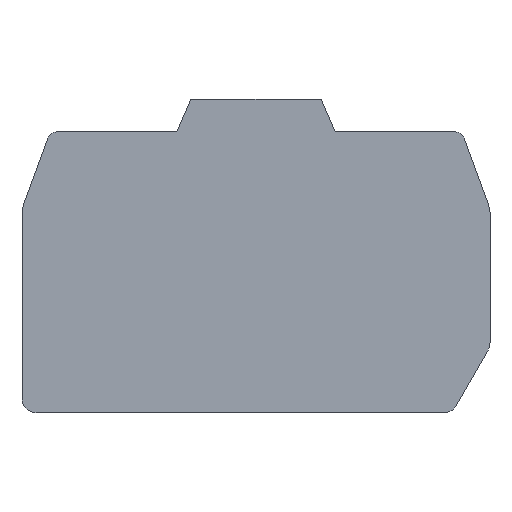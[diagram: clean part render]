
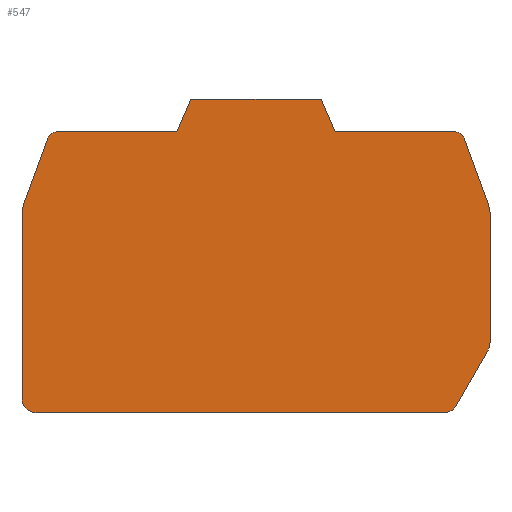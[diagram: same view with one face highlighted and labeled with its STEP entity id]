
A CAD part, top view. The second image highlights one B-rep face of the part: STEP entity #547.
In plain terms, the highlighted planar face has unit normal (0, 0, 1).
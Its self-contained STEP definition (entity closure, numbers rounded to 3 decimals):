
#40=DIRECTION('',(0.391,-0.921,0.));
#41=VECTOR('',#40,3.802);
#42=CARTESIAN_POINT('',(6.964,33.5,1.5));
#43=LINE('',#42,#41);
#47=CARTESIAN_POINT('',(21.3,29.,1.5));
#48=DIRECTION('',(0.,0.,-1.));
#49=DIRECTION('',(0.,1.,0.));
#50=AXIS2_PLACEMENT_3D('',#47,#48,#49);
#55=DIRECTION('',(0.342,-0.94,0.));
#56=VECTOR('',#55,7.719);
#57=CARTESIAN_POINT('',(22.239,29.342,1.5));
#58=LINE('',#57,#56);
#62=CARTESIAN_POINT('',(23.,21.405,1.5));
#63=DIRECTION('',(0.,0.,-1.));
#64=DIRECTION('',(0.94,0.342,0.));
#65=AXIS2_PLACEMENT_3D('',#62,#63,#64);
#70=CARTESIAN_POINT('',(23.,7.536,1.5));
#71=DIRECTION('',(0.,0.,-1.));
#72=DIRECTION('',(1.,0.,0.));
#73=AXIS2_PLACEMENT_3D('',#70,#71,#72);
#78=DIRECTION('',(-0.5,-0.866,0.));
#79=VECTOR('',#78,6.681);
#80=CARTESIAN_POINT('',(24.732,6.536,1.5));
#81=LINE('',#80,#79);
#85=CARTESIAN_POINT('',(20.093,1.5,1.5));
#86=DIRECTION('',(0.,0.,-1.));
#87=DIRECTION('',(0.866,-0.5,0.));
#88=AXIS2_PLACEMENT_3D('',#85,#86,#87);
#93=CARTESIAN_POINT('',(-23.5,1.5,1.5));
#94=DIRECTION('',(0.,0.,-1.));
#95=DIRECTION('',(0.,-1.,0.));
#96=AXIS2_PLACEMENT_3D('',#93,#94,#95);
#101=CARTESIAN_POINT('',(-23.,21.405,1.5));
#102=DIRECTION('',(0.,0.,-1.));
#103=DIRECTION('',(-1.,0.,0.));
#104=AXIS2_PLACEMENT_3D('',#101,#102,#103);
#109=DIRECTION('',(0.342,0.94,0.));
#110=VECTOR('',#109,7.719);
#111=CARTESIAN_POINT('',(-24.879,22.089,1.5));
#112=LINE('',#111,#110);
#116=CARTESIAN_POINT('',(-21.3,29.,1.5));
#117=DIRECTION('',(0.,0.,-1.));
#118=DIRECTION('',(-0.94,0.342,0.));
#119=AXIS2_PLACEMENT_3D('',#116,#117,#118);
#124=DIRECTION('',(0.391,0.921,0.));
#125=VECTOR('',#124,3.802);
#126=CARTESIAN_POINT('',(-8.45,30.,1.5));
#127=LINE('',#126,#125);
#145=DIRECTION('',(-1.,0.,0.));
#146=VECTOR('',#145,13.929);
#147=CARTESIAN_POINT('',(6.964,33.5,1.5));
#148=LINE('',#147,#146);
#292=DIRECTION('',(-1.,0.,0.));
#293=VECTOR('',#292,12.85);
#294=CARTESIAN_POINT('',(-8.45,30.,1.5));
#295=LINE('',#294,#293);
#327=DIRECTION('',(0.,-1.,0.));
#328=VECTOR('',#327,19.905);
#329=CARTESIAN_POINT('',(-25.,21.405,1.5));
#330=LINE('',#329,#328);
#348=DIRECTION('',(1.,0.,0.));
#349=VECTOR('',#348,43.593);
#350=CARTESIAN_POINT('',(-23.5,0.,1.5));
#351=LINE('',#350,#349);
#383=DIRECTION('',(0.,1.,0.));
#384=VECTOR('',#383,13.869);
#385=CARTESIAN_POINT('',(25.,7.536,1.5));
#386=LINE('',#385,#384);
#418=DIRECTION('',(-1.,0.,0.));
#419=VECTOR('',#418,12.85);
#420=CARTESIAN_POINT('',(21.3,30.,1.5));
#421=LINE('',#420,#419);
#432=CARTESIAN_POINT('',(6.964,33.5,1.5));
#433=CARTESIAN_POINT('',(8.45,30.,1.5));
#434=VERTEX_POINT('',#432);
#435=VERTEX_POINT('',#433);
#436=CARTESIAN_POINT('',(21.3,30.,1.5));
#437=VERTEX_POINT('',#436);
#438=CARTESIAN_POINT('',(22.239,29.342,1.5));
#439=VERTEX_POINT('',#438);
#440=CARTESIAN_POINT('',(24.879,22.089,1.5));
#441=VERTEX_POINT('',#440);
#442=CARTESIAN_POINT('',(25.,21.405,1.5));
#443=VERTEX_POINT('',#442);
#444=CARTESIAN_POINT('',(25.,7.536,1.5));
#445=VERTEX_POINT('',#444);
#446=CARTESIAN_POINT('',(24.732,6.536,1.5));
#447=VERTEX_POINT('',#446);
#448=CARTESIAN_POINT('',(21.392,0.75,1.5));
#449=VERTEX_POINT('',#448);
#450=CARTESIAN_POINT('',(20.093,0.,1.5));
#451=VERTEX_POINT('',#450);
#452=CARTESIAN_POINT('',(-23.5,0.,1.5));
#453=VERTEX_POINT('',#452);
#454=CARTESIAN_POINT('',(-25.,1.5,1.5));
#455=VERTEX_POINT('',#454);
#456=CARTESIAN_POINT('',(-25.,21.405,1.5));
#457=VERTEX_POINT('',#456);
#458=CARTESIAN_POINT('',(-24.879,22.089,1.5));
#459=VERTEX_POINT('',#458);
#460=CARTESIAN_POINT('',(-22.239,29.342,1.5));
#461=VERTEX_POINT('',#460);
#462=CARTESIAN_POINT('',(-21.3,30.,1.5));
#463=VERTEX_POINT('',#462);
#464=CARTESIAN_POINT('',(-8.45,30.,1.5));
#465=VERTEX_POINT('',#464);
#466=CARTESIAN_POINT('',(-6.964,33.5,1.5));
#467=VERTEX_POINT('',#466);
#504=CARTESIAN_POINT('',(-3.087,23.44,1.5));
#505=DIRECTION('',(0.,0.,1.));
#506=DIRECTION('',(1.,0.,0.));
#507=AXIS2_PLACEMENT_3D('',#504,#505,#506);
#508=PLANE('',#507);
#510=ORIENTED_EDGE('',*,*,#509,.T.);
#512=ORIENTED_EDGE('',*,*,#511,.F.);
#514=ORIENTED_EDGE('',*,*,#513,.T.);
#516=ORIENTED_EDGE('',*,*,#515,.T.);
#518=ORIENTED_EDGE('',*,*,#517,.T.);
#520=ORIENTED_EDGE('',*,*,#519,.F.);
#522=ORIENTED_EDGE('',*,*,#521,.T.);
#524=ORIENTED_EDGE('',*,*,#523,.T.);
#526=ORIENTED_EDGE('',*,*,#525,.T.);
#528=ORIENTED_EDGE('',*,*,#527,.F.);
#530=ORIENTED_EDGE('',*,*,#529,.T.);
#532=ORIENTED_EDGE('',*,*,#531,.F.);
#534=ORIENTED_EDGE('',*,*,#533,.T.);
#536=ORIENTED_EDGE('',*,*,#535,.T.);
#538=ORIENTED_EDGE('',*,*,#537,.T.);
#540=ORIENTED_EDGE('',*,*,#539,.F.);
#542=ORIENTED_EDGE('',*,*,#541,.T.);
#544=ORIENTED_EDGE('',*,*,#543,.F.);
#545=EDGE_LOOP('',(#510,#512,#514,#516,#518,#520,#522,#524,#526,#528,#530,#532,
#534,#536,#538,#540,#542,#544));
#546=FACE_OUTER_BOUND('',#545,.F.);
#51=CIRCLE('',#50,1.);
#66=CIRCLE('',#65,2.);
#74=CIRCLE('',#73,2.);
#89=CIRCLE('',#88,1.5);
#97=CIRCLE('',#96,1.5);
#105=CIRCLE('',#104,2.);
#120=CIRCLE('',#119,1.);
#509=EDGE_CURVE('',#434,#435,#43,.T.);
#511=EDGE_CURVE('',#437,#435,#421,.T.);
#513=EDGE_CURVE('',#437,#439,#51,.T.);
#515=EDGE_CURVE('',#439,#441,#58,.T.);
#517=EDGE_CURVE('',#441,#443,#66,.T.);
#519=EDGE_CURVE('',#445,#443,#386,.T.);
#521=EDGE_CURVE('',#445,#447,#74,.T.);
#523=EDGE_CURVE('',#447,#449,#81,.T.);
#525=EDGE_CURVE('',#449,#451,#89,.T.);
#527=EDGE_CURVE('',#453,#451,#351,.T.);
#529=EDGE_CURVE('',#453,#455,#97,.T.);
#531=EDGE_CURVE('',#457,#455,#330,.T.);
#533=EDGE_CURVE('',#457,#459,#105,.T.);
#535=EDGE_CURVE('',#459,#461,#112,.T.);
#537=EDGE_CURVE('',#461,#463,#120,.T.);
#539=EDGE_CURVE('',#465,#463,#295,.T.);
#541=EDGE_CURVE('',#465,#467,#127,.T.);
#543=EDGE_CURVE('',#434,#467,#148,.T.);
#547=ADVANCED_FACE('',(#546),#508,.T.);
